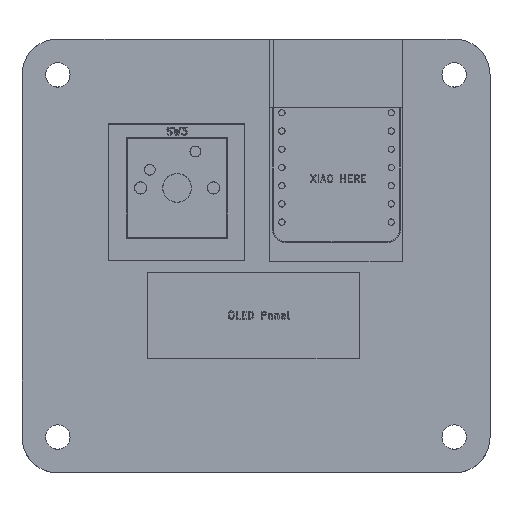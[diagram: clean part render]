
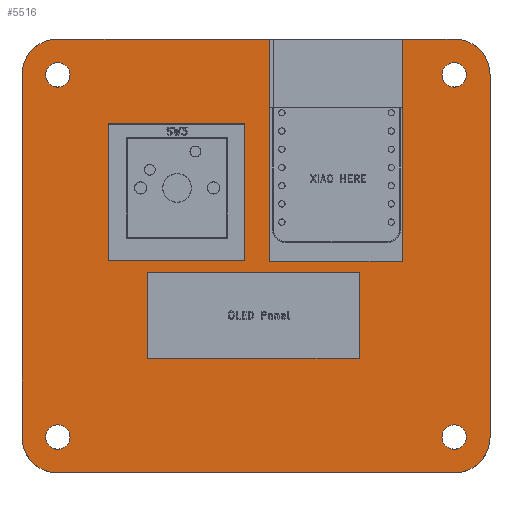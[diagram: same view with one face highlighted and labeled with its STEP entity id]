
A CAD part, top view. The second image highlights one B-rep face of the part: STEP entity #5516.
In plain terms, the highlighted planar face has unit normal (0, 0, 1).
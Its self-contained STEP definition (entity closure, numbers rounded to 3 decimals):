
#199=FACE_BOUND('',#550,.T.);
#200=FACE_BOUND('',#551,.T.);
#201=FACE_BOUND('',#552,.T.);
#202=FACE_BOUND('',#553,.T.);
#203=FACE_BOUND('',#554,.T.);
#204=FACE_BOUND('',#555,.T.);
#311=FACE_OUTER_BOUND('',#549,.T.);
#549=EDGE_LOOP('',(#5089,#5090,#5091,#5092,#5093,#5094,#5095,#5096,#5097,
#5098,#5099,#5100));
#550=EDGE_LOOP('',(#5101));
#551=EDGE_LOOP('',(#5102,#5103,#5104,#5105));
#552=EDGE_LOOP('',(#5106,#5107,#5108,#5109));
#553=EDGE_LOOP('',(#5110));
#554=EDGE_LOOP('',(#5111));
#555=EDGE_LOOP('',(#5112));
#1177=LINE('',#9375,#1842);
#1183=LINE('',#9390,#1848);
#1186=LINE('',#9398,#1851);
#1191=LINE('',#9415,#1856);
#1193=LINE('',#9419,#1858);
#1195=LINE('',#9423,#1860);
#1197=LINE('',#9426,#1862);
#1199=LINE('',#9431,#1864);
#1201=LINE('',#9435,#1866);
#1203=LINE('',#9439,#1868);
#1205=LINE('',#9442,#1870);
#1207=LINE('',#9448,#1872);
#1208=LINE('',#9451,#1873);
#1210=LINE('',#9455,#1875);
#1212=LINE('',#9459,#1877);
#1214=LINE('',#9462,#1879);
#1842=VECTOR('',#7375,10.);
#1848=VECTOR('',#7391,10.);
#1851=VECTOR('',#7400,10.);
#1856=VECTOR('',#7419,10.);
#1858=VECTOR('',#7423,10.);
#1860=VECTOR('',#7427,10.);
#1862=VECTOR('',#7431,10.);
#1864=VECTOR('',#7435,10.);
#1866=VECTOR('',#7439,10.);
#1868=VECTOR('',#7443,10.);
#1870=VECTOR('',#7447,10.);
#1872=VECTOR('',#7455,10.);
#1873=VECTOR('',#7458,10.);
#1875=VECTOR('',#7462,10.);
#1877=VECTOR('',#7466,10.);
#1879=VECTOR('',#7470,10.);
#2184=CIRCLE('',#6007,5.);
#2193=CIRCLE('',#6019,5.);
#2194=CIRCLE('',#6021,5.);
#2195=CIRCLE('',#6024,5.);
#2196=CIRCLE('',#6027,1.7);
#2197=CIRCLE('',#6029,1.7);
#2198=CIRCLE('',#6031,1.7);
#2199=CIRCLE('',#6041,1.7);
#3014=VERTEX_POINT('',#9319);
#3015=VERTEX_POINT('',#9320);
#3040=VERTEX_POINT('',#9374);
#3041=VERTEX_POINT('',#9378);
#3042=VERTEX_POINT('',#9382);
#3043=VERTEX_POINT('',#9383);
#3044=VERTEX_POINT('',#9388);
#3045=VERTEX_POINT('',#9392);
#3046=VERTEX_POINT('',#9393);
#3047=VERTEX_POINT('',#9400);
#3048=VERTEX_POINT('',#9404);
#3049=VERTEX_POINT('',#9408);
#3050=VERTEX_POINT('',#9412);
#3051=VERTEX_POINT('',#9414);
#3052=VERTEX_POINT('',#9418);
#3053=VERTEX_POINT('',#9422);
#3054=VERTEX_POINT('',#9428);
#3055=VERTEX_POINT('',#9430);
#3056=VERTEX_POINT('',#9434);
#3057=VERTEX_POINT('',#9438);
#3058=VERTEX_POINT('',#9444);
#3059=VERTEX_POINT('',#9450);
#3060=VERTEX_POINT('',#9454);
#3061=VERTEX_POINT('',#9458);
#3927=EDGE_CURVE('',#3014,#3015,#2184,.T.);
#3954=EDGE_CURVE('',#3040,#3015,#1177,.T.);
#3956=EDGE_CURVE('',#3040,#3041,#2193,.T.);
#3958=EDGE_CURVE('',#3042,#3043,#2194,.T.);
#3962=EDGE_CURVE('',#3042,#3044,#1183,.T.);
#3963=EDGE_CURVE('',#3045,#3046,#2195,.T.);
#3966=EDGE_CURVE('',#3014,#3046,#1186,.T.);
#3968=EDGE_CURVE('',#3047,#3047,#2196,.T.);
#3970=EDGE_CURVE('',#3048,#3048,#2197,.T.);
#3972=EDGE_CURVE('',#3049,#3049,#2198,.T.);
#3974=EDGE_CURVE('',#3051,#3050,#1191,.T.);
#3976=EDGE_CURVE('',#3052,#3051,#1193,.T.);
#3978=EDGE_CURVE('',#3053,#3052,#1195,.T.);
#3980=EDGE_CURVE('',#3050,#3053,#1197,.T.);
#3982=EDGE_CURVE('',#3055,#3054,#1199,.T.);
#3984=EDGE_CURVE('',#3056,#3055,#1201,.T.);
#3986=EDGE_CURVE('',#3057,#3056,#1203,.T.);
#3988=EDGE_CURVE('',#3054,#3057,#1205,.T.);
#3990=EDGE_CURVE('',#3058,#3058,#2199,.T.);
#3991=EDGE_CURVE('',#3045,#3043,#1207,.T.);
#3992=EDGE_CURVE('',#3059,#3041,#1208,.T.);
#3994=EDGE_CURVE('',#3060,#3059,#1210,.T.);
#3996=EDGE_CURVE('',#3061,#3060,#1212,.T.);
#3998=EDGE_CURVE('',#3044,#3061,#1214,.T.);
#5089=ORIENTED_EDGE('',*,*,#3927,.F.);
#5090=ORIENTED_EDGE('',*,*,#3966,.T.);
#5091=ORIENTED_EDGE('',*,*,#3963,.F.);
#5092=ORIENTED_EDGE('',*,*,#3991,.T.);
#5093=ORIENTED_EDGE('',*,*,#3958,.F.);
#5094=ORIENTED_EDGE('',*,*,#3962,.T.);
#5095=ORIENTED_EDGE('',*,*,#3998,.T.);
#5096=ORIENTED_EDGE('',*,*,#3996,.T.);
#5097=ORIENTED_EDGE('',*,*,#3994,.T.);
#5098=ORIENTED_EDGE('',*,*,#3992,.T.);
#5099=ORIENTED_EDGE('',*,*,#3956,.F.);
#5100=ORIENTED_EDGE('',*,*,#3954,.T.);
#5101=ORIENTED_EDGE('',*,*,#3990,.T.);
#5102=ORIENTED_EDGE('',*,*,#3988,.T.);
#5103=ORIENTED_EDGE('',*,*,#3986,.T.);
#5104=ORIENTED_EDGE('',*,*,#3984,.T.);
#5105=ORIENTED_EDGE('',*,*,#3982,.T.);
#5106=ORIENTED_EDGE('',*,*,#3980,.T.);
#5107=ORIENTED_EDGE('',*,*,#3978,.T.);
#5108=ORIENTED_EDGE('',*,*,#3976,.T.);
#5109=ORIENTED_EDGE('',*,*,#3974,.T.);
#5110=ORIENTED_EDGE('',*,*,#3972,.T.);
#5111=ORIENTED_EDGE('',*,*,#3970,.T.);
#5112=ORIENTED_EDGE('',*,*,#3968,.T.);
#5320=PLANE('',#6047);
#5516=ADVANCED_FACE('',(#311,#199,#200,#201,#202,#203,#204),#5320,.T.);
#6007=AXIS2_PLACEMENT_3D('',#9321,#7335,#7336);
#6019=AXIS2_PLACEMENT_3D('',#9379,#7379,#7380);
#6021=AXIS2_PLACEMENT_3D('',#9384,#7384,#7385);
#6024=AXIS2_PLACEMENT_3D('',#9394,#7394,#7395);
#6027=AXIS2_PLACEMENT_3D('',#9402,#7404,#7405);
#6029=AXIS2_PLACEMENT_3D('',#9406,#7409,#7410);
#6031=AXIS2_PLACEMENT_3D('',#9410,#7414,#7415);
#6041=AXIS2_PLACEMENT_3D('',#9446,#7451,#7452);
#6047=AXIS2_PLACEMENT_3D('',#9463,#7471,#7472);
#7335=DIRECTION('center_axis',(0.,0.,-1.));
#7336=DIRECTION('ref_axis',(-0.707,-0.707,0.));
#7375=DIRECTION('',(0.,-1.,0.));
#7379=DIRECTION('center_axis',(0.,0.,-1.));
#7380=DIRECTION('ref_axis',(-0.707,0.707,0.));
#7384=DIRECTION('center_axis',(0.,0.,-1.));
#7385=DIRECTION('ref_axis',(0.707,0.707,0.));
#7391=DIRECTION('',(-1.,0.,0.));
#7394=DIRECTION('center_axis',(0.,0.,-1.));
#7395=DIRECTION('ref_axis',(0.707,-0.707,0.));
#7400=DIRECTION('',(1.,0.,0.));
#7404=DIRECTION('center_axis',(0.,0.,-1.));
#7405=DIRECTION('ref_axis',(1.,0.,0.));
#7409=DIRECTION('center_axis',(0.,0.,-1.));
#7410=DIRECTION('ref_axis',(1.,0.,0.));
#7414=DIRECTION('center_axis',(0.,0.,-1.));
#7415=DIRECTION('ref_axis',(1.,0.,0.));
#7419=DIRECTION('',(0.,-1.,0.));
#7423=DIRECTION('',(1.,0.,0.));
#7427=DIRECTION('',(0.,1.,0.));
#7431=DIRECTION('',(-1.,0.,0.));
#7435=DIRECTION('',(0.,-1.,0.));
#7439=DIRECTION('',(1.,0.,0.));
#7443=DIRECTION('',(0.,1.,0.));
#7447=DIRECTION('',(-1.,0.,0.));
#7451=DIRECTION('center_axis',(0.,0.,-1.));
#7452=DIRECTION('ref_axis',(1.,0.,0.));
#7455=DIRECTION('',(0.,1.,0.));
#7458=DIRECTION('',(-1.,0.,0.));
#7462=DIRECTION('',(0.,1.,0.));
#7466=DIRECTION('',(-1.,0.,0.));
#7470=DIRECTION('',(0.,-1.,0.));
#7471=DIRECTION('center_axis',(0.,0.,1.));
#7472=DIRECTION('ref_axis',(1.,0.,0.));
#9319=CARTESIAN_POINT('',(-7.,-48.64,1.5));
#9320=CARTESIAN_POINT('',(-12.,-43.64,1.5));
#9321=CARTESIAN_POINT('Origin',(-7.,-43.64,1.5));
#9374=CARTESIAN_POINT('',(-12.,6.841,1.5));
#9375=CARTESIAN_POINT('',(-12.,-48.64,1.5));
#9378=CARTESIAN_POINT('',(-7.,11.841,1.5));
#9379=CARTESIAN_POINT('Origin',(-7.,6.841,1.5));
#9382=CARTESIAN_POINT('',(48.244,11.841,1.5));
#9383=CARTESIAN_POINT('',(53.244,6.841,1.5));
#9384=CARTESIAN_POINT('Origin',(48.244,6.841,1.5));
#9388=CARTESIAN_POINT('',(41.,11.841,1.5));
#9390=CARTESIAN_POINT('',(-12.,11.841,1.5));
#9392=CARTESIAN_POINT('',(53.244,-43.64,1.5));
#9393=CARTESIAN_POINT('',(48.244,-48.64,1.5));
#9394=CARTESIAN_POINT('Origin',(48.244,-43.64,1.5));
#9398=CARTESIAN_POINT('',(53.244,-48.64,1.5));
#9400=CARTESIAN_POINT('',(-8.7,6.841,1.5));
#9402=CARTESIAN_POINT('Origin',(-7.,6.841,1.5));
#9404=CARTESIAN_POINT('',(-8.7,-43.64,1.5));
#9406=CARTESIAN_POINT('Origin',(-7.,-43.64,1.5));
#9408=CARTESIAN_POINT('',(46.544,-43.64,1.5));
#9410=CARTESIAN_POINT('Origin',(48.244,-43.64,1.5));
#9412=CARTESIAN_POINT('',(34.998,-32.64,1.5));
#9414=CARTESIAN_POINT('',(34.998,-20.64,1.5));
#9415=CARTESIAN_POINT('',(34.998,-20.64,1.5));
#9418=CARTESIAN_POINT('',(5.5,-20.64,1.5));
#9419=CARTESIAN_POINT('',(5.5,-20.64,1.5));
#9422=CARTESIAN_POINT('',(5.5,-32.64,1.5));
#9423=CARTESIAN_POINT('',(5.5,-32.64,1.5));
#9426=CARTESIAN_POINT('',(34.998,-32.64,1.5));
#9428=CARTESIAN_POINT('',(19.05,-19.05,1.5));
#9430=CARTESIAN_POINT('',(19.05,0.,1.5));
#9431=CARTESIAN_POINT('',(19.05,-19.05,1.5));
#9434=CARTESIAN_POINT('',(0.,0.,1.5));
#9435=CARTESIAN_POINT('',(0.,0.,1.5));
#9438=CARTESIAN_POINT('',(0.,-19.05,1.5));
#9439=CARTESIAN_POINT('',(0.,-19.05,1.5));
#9442=CARTESIAN_POINT('',(0.,-19.05,1.5));
#9444=CARTESIAN_POINT('',(46.544,6.841,1.5));
#9446=CARTESIAN_POINT('Origin',(48.244,6.841,1.5));
#9448=CARTESIAN_POINT('',(53.244,11.841,1.5));
#9450=CARTESIAN_POINT('',(22.5,11.841,1.5));
#9451=CARTESIAN_POINT('',(-12.,11.841,1.5));
#9454=CARTESIAN_POINT('',(22.5,-19.159,1.5));
#9455=CARTESIAN_POINT('',(22.5,-19.159,1.5));
#9458=CARTESIAN_POINT('',(41.,-19.159,1.5));
#9459=CARTESIAN_POINT('',(41.,-19.159,1.5));
#9462=CARTESIAN_POINT('',(41.,11.841,1.5));
#9463=CARTESIAN_POINT('Origin',(20.622,-18.4,1.5));
